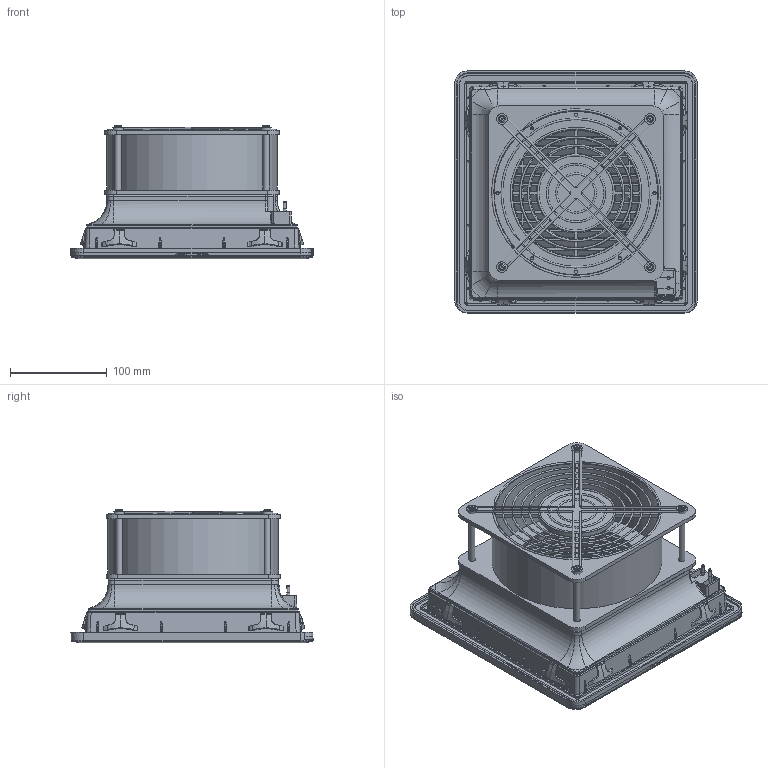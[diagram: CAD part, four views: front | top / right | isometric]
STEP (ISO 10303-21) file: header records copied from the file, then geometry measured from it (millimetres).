
FILE_DESCRIPTION(/* description */ (''),/* implementation_level */ '2;1');
FILE_NAME(/* name */ '255+铁网风机.stp',/* time_stamp */ '2022-12-05T09:53:37+08:00',/* author */ (''),/* organization */ (''),/* preprocessor_version */ 'ST-DEVELOPER v16.7',/* originating_system */ 'SIEMENS PLM Software NX 12.0',/* authorisation */ '');
FILE_SCHEMA (('AUTOMOTIVE_DESIGN { 1 0 10303 214 3 1 1 1 }'));
Products named in the file (1): AdmiA33CB01Ce7a6
Bounding box: 250.31 x 249.84 x 137.9 mm (x, y, z)
Volume: 636202 mm3; surface area: 585395.1 mm2
Topology: 13 solids, 13 shells, 2899 faces, 8192 edges, 5259 vertices
Faces by surface type: plane 1395, cylinder 632, cone 319, torus 301, bspline 250, sphere 2
Full cylindrical faces by diameter (mm): 1.84 x8, 3 x8, 3.2 x2, 3.3 x20, 3.5 x22, 5.3 x28, 6.6 x4, 7 x5, 7.3 x11, 8 x8, 11 x4, 169 x1, 176 x1
Entity records: 116387 total; most frequent: CARTESIAN_POINT 45427, ORIENTED_EDGE 15630, DIRECTION 13064, EDGE_CURVE 7815, VERTEX_POINT 5086, AXIS2_PLACEMENT_3D 4564, LINE 3936, VECTOR 3936
